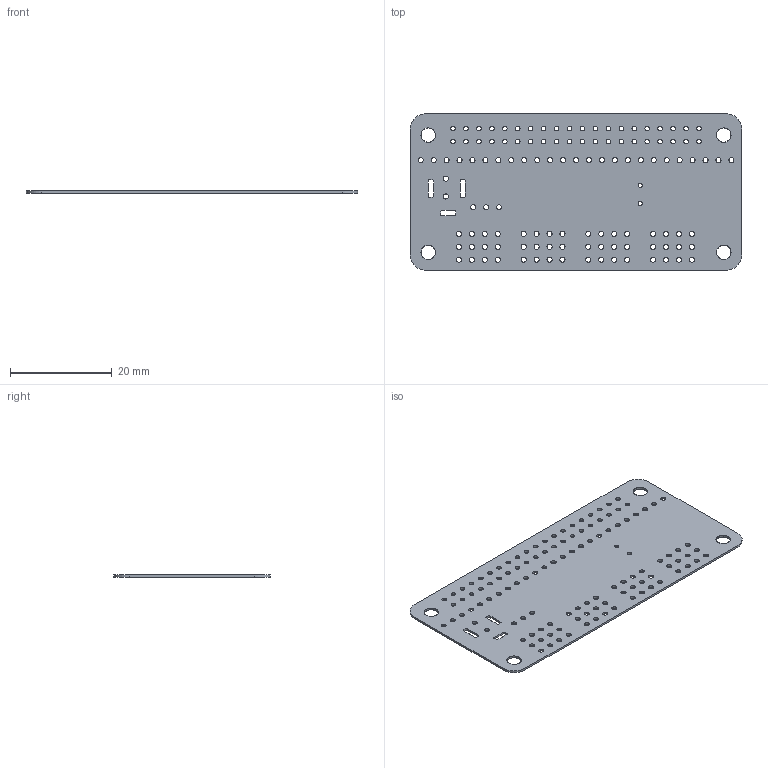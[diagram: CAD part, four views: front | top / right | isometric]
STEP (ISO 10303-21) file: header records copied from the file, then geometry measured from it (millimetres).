
FILE_DESCRIPTION(('Open CASCADE Model'),'2;1');
FILE_NAME('Open CASCADE Shape Model','2024-02-07T15:02:46',('Author'),( 'Open CASCADE'),'Open CASCADE STEP processor 7.5','Open CASCADE 7.5' ,'Unknown');
FILE_SCHEMA(('AUTOMOTIVE_DESIGN { 1 0 10303 214 1 1 1 1 }'));
Length unit declared in the file: millimetre
Products named in the file (3): PCB; Board; Open CASCADE STEP translator 7.5 1.1.1
Assembly tree (2 placements, depth 3):
  PCB
    Board
      Open CASCADE STEP translator 7.5 1.1.1
Bounding box: 65 x 30.66 x 0.41 mm (x, y, z)
Volume: 764.4 mm3; surface area: 3975.7 mm2
Topology: 1 solids, 1 shells, 565 faces, 1689 edges, 1126 vertices
Faces by surface type: plane 441, cylinder 124
Full cylindrical faces by diameter (mm): 0.812 x2, 0.9 x40, 1 x78
Entity records: 19416 total; most frequent: CARTESIAN_POINT 3383, ORIENTED_EDGE 3378, DIRECTION 3073, EDGE_CURVE 1689, LINE 1441, VECTOR 1441, VERTEX_POINT 1126, FACE_BOUND 819
